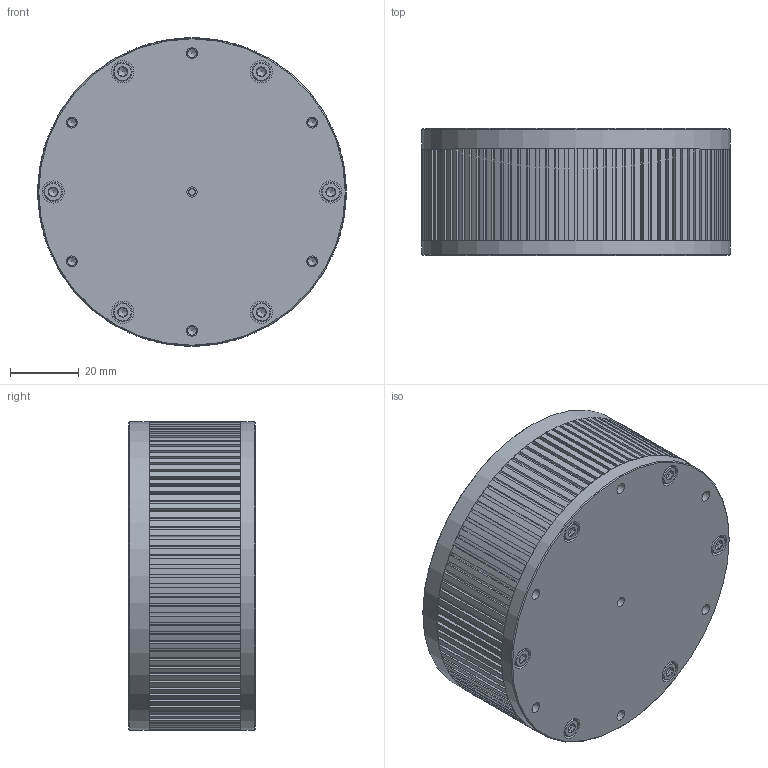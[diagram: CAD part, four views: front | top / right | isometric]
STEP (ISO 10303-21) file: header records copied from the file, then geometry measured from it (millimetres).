
FILE_DESCRIPTION(('FreeCAD Model'),'2;1');
FILE_NAME('Open CASCADE Shape Model','2024-03-14T13:59:52',(''),(''), 'Open CASCADE STEP processor 7.6','FreeCAD','Unknown');
FILE_SCHEMA(('AUTOMOTIVE_DESIGN { 1 0 10303 214 1 1 1 1 }'));
Length unit declared in the file: millimetre
Products named in the file (9): RJ90; RO60-BSR32-BSR032-035-01-000_ASSY_R087; RO60-BSR32-BSR032-035-01-000_ASSY_R085; RO60-BSR32-A1; RO60-BSR32-A2; RO60-BSR32-A4; RO60-BSR32-CSH-STN-M3-6-1_CSH-STN-M3-20; RO60-BSR32-CSH-STN-M3-10_CSH-STN-M3-10; RO60-BSR32-BSR032-035-01-000_ASSY_R0-¼öÁ¤1
Assembly tree (18 placements, depth 3):
  RJ90
    RO60-BSR32-BSR032-035-01-000_ASSY_R087
      RO60-BSR32-BSR032-035-01-000_ASSY_R085
    RO60-BSR32-A1
    RO60-BSR32-A2
    RO60-BSR32-A4
    RO60-BSR32-CSH-STN-M3-6-1_CSH-STN-M3-20  x6
    RO60-BSR32-CSH-STN-M3-10_CSH-STN-M3-10  x6
    RO60-BSR32-BSR032-035-01-000_ASSY_R0-¼öÁ¤1
Bounding box: 90 x 37 x 90 mm (x, y, z)
Volume: 82118.1 mm3; surface area: 67939.3 mm2
Topology: 16 solids, 17 shells, 968 faces, 2422 edges, 1538 vertices
Faces by surface type: plane 494, cylinder 259, cone 200, torus 15
Full cylindrical faces by diameter (mm): 0.5 x8, 1.5 x8, 1.567 x4, 2 x1, 2.3 x4, 2.5 x24, 3 x14, 3.2 x24, 5 x1, 5.5 x12, 6.5 x12, 7 x1, 8 x2, 9 x1, 10 x1, 17 x1, 17.3 x1, 19 x1, 21 x1, 23 x1, 32 x2, 35.5 x1, 72 x1, 76 x1, 86 x4, 90 x2
Entity records: 24962 total; most frequent: CARTESIAN_POINT 4592, ORIENTED_EDGE 4004, DIRECTION 3914, EDGE_CURVE 2002, AXIS2_PLACEMENT_3D 1395, VERTEX_POINT 1328, LINE 1124, VECTOR 1124
